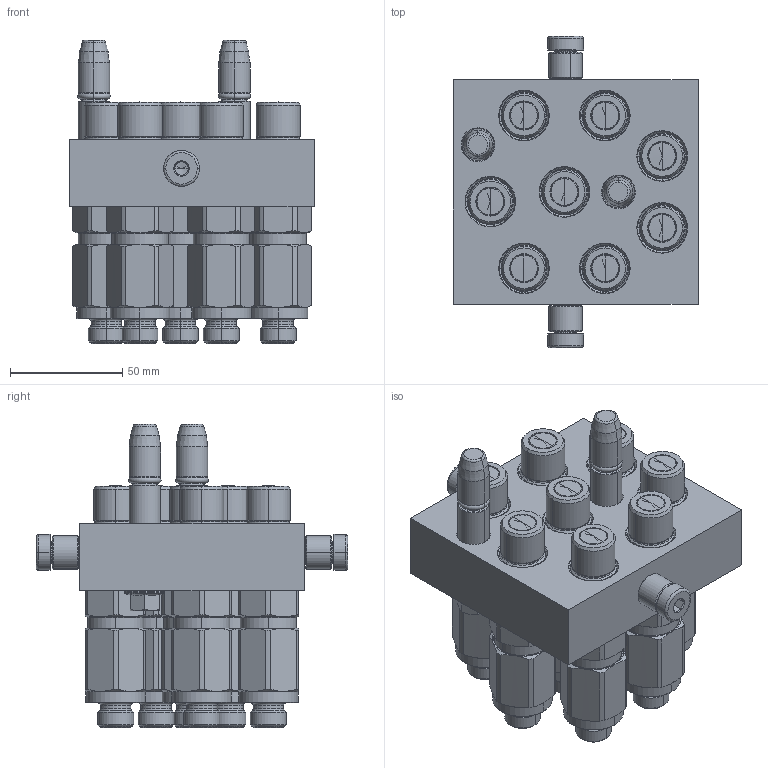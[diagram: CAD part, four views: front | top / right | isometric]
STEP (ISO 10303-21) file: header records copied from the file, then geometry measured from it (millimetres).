
FILE_DESCRIPTION (( 'STEP AP214' ), '1' );
FILE_NAME ('FASTER.step', '2026-01-29T22:36:29', ( '' ), ( '' ), 'SwSTEP 2.0', 'SolidWorks 2017', '' );
FILE_SCHEMA (( 'AUTOMOTIVE_DESIGN' ));
Length unit declared in the file: millimetre
Products named in the file (11): FASTER; 1540_080_0008_000; 3ffnp38-2_16m; 4850_010_0000_000; 4830_021_0000_000; et002; P5068_M_BASE; or2_62x9_19_m; 4830_028_1000_011; 4830_013_3000_030
Assembly tree (22 placements, depth 3):
  FASTER
    P5068_M_BASE
      4850_010_0000_000
      4830_021_0000_000  x2
      1540_080_0008_000  x2
      4830_013_3000_030  x2
      4830_028_1000_011  x2
      or2_62x9_19_m  x2
    3ffnp38-2_16m  x8
      3ffnp38-2_16m
    et002
Bounding box: 109.3 x 138.6 x 135 mm (x, y, z)
Volume: 2873.9 mm3; surface area: 168992.2 mm2
Topology: 5 solids, 84 shells, 2421 faces, 6080 edges, 3838 vertices
Faces by surface type: plane 1187, cone 540, cylinder 496, torus 184, bspline 14
Entity records: 49587 total; most frequent: CARTESIAN_POINT 12139, ORIENTED_EDGE 7450, DIRECTION 6893, EDGE_CURVE 3766, LINE 2963, VECTOR 2963, VERTEX_POINT 2445, AXIS2_PLACEMENT_3D 1965
